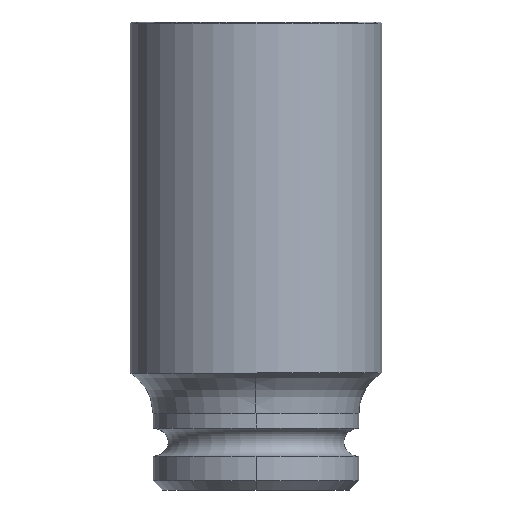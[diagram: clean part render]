
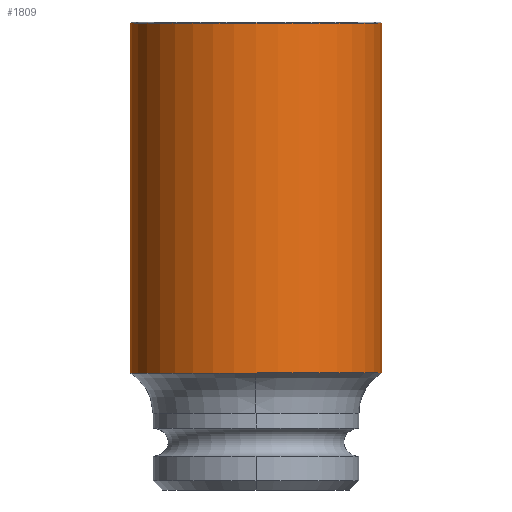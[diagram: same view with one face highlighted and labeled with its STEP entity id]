
A CAD part, left-side view. The second image highlights one B-rep face of the part: STEP entity #1809.
In plain terms, the highlighted cylindrical face has radius 26.9 mm (diameter 53.8 mm), a partial arc.
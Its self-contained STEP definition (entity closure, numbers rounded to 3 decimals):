
#361=DIRECTION('',(0.,0.,1.));
#362=VECTOR('',#361,74.7);
#363=CARTESIAN_POINT('',(0.,26.9,25.));
#364=LINE('',#363,#362);
#365=DIRECTION('',(0.,0.,1.));
#366=VECTOR('',#365,74.7);
#367=CARTESIAN_POINT('',(0.,-26.9,25.));
#368=LINE('',#367,#366);
#799=CARTESIAN_POINT('',(0.,0.,99.7));
#800=DIRECTION('',(0.,0.,1.));
#801=DIRECTION('',(0.,1.,0.));
#802=AXIS2_PLACEMENT_3D('',#799,#800,#801);
#804=CARTESIAN_POINT('',(0.,0.,25.));
#805=DIRECTION('',(0.,0.,1.));
#806=DIRECTION('',(-1.,0.,0.));
#807=AXIS2_PLACEMENT_3D('',#804,#805,#806);
#809=CARTESIAN_POINT('',(0.,0.,25.));
#810=DIRECTION('',(0.,0.,1.));
#811=DIRECTION('',(0.,1.,0.));
#812=AXIS2_PLACEMENT_3D('',#809,#810,#811);
#911=CARTESIAN_POINT('',(0.,26.9,25.));
#912=CARTESIAN_POINT('',(-26.9,0.,25.));
#913=VERTEX_POINT('',#911);
#914=VERTEX_POINT('',#912);
#919=CARTESIAN_POINT('',(0.,-26.9,25.));
#920=VERTEX_POINT('',#919);
#952=CARTESIAN_POINT('',(0.,-26.9,99.7));
#953=CARTESIAN_POINT('',(0.,26.9,99.7));
#954=VERTEX_POINT('',#952);
#955=VERTEX_POINT('',#953);
#1796=CARTESIAN_POINT('',(0.,0.,21.25));
#1797=DIRECTION('',(0.,0.,1.));
#1798=DIRECTION('',(0.,1.,0.));
#1799=AXIS2_PLACEMENT_3D('',#1796,#1797,#1798);
#1800=CYLINDRICAL_SURFACE('',#1799,26.9);
#1801=ORIENTED_EDGE('',*,*,#1790,.T.);
#1802=ORIENTED_EDGE('',*,*,#1254,.F.);
#1804=ORIENTED_EDGE('',*,*,#1803,.F.);
#1805=ORIENTED_EDGE('',*,*,#1233,.F.);
#1806=ORIENTED_EDGE('',*,*,#1251,.T.);
#1807=EDGE_LOOP('',(#1801,#1802,#1804,#1805,#1806));
#1808=FACE_OUTER_BOUND('',#1807,.F.);
#1809=ADVANCED_FACE('',(#1808),#1800,.T.);
#803=CIRCLE('',#802,26.9);
#808=CIRCLE('',#807,26.9);
#813=CIRCLE('',#812,26.9);
#1233=EDGE_CURVE('',#913,#914,#813,.T.);
#1251=EDGE_CURVE('',#913,#955,#364,.T.);
#1254=EDGE_CURVE('',#920,#954,#368,.T.);
#1790=EDGE_CURVE('',#955,#954,#803,.T.);
#1803=EDGE_CURVE('',#914,#920,#808,.T.);
